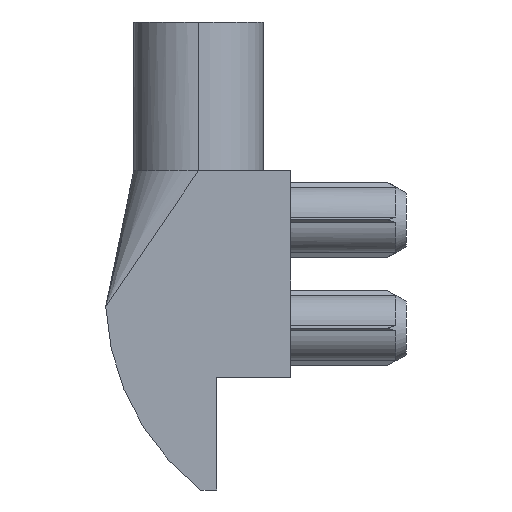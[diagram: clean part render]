
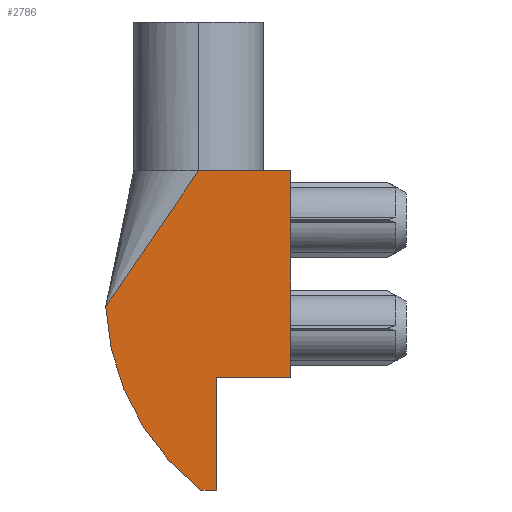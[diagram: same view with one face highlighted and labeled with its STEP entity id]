
A CAD part, left-side view. The second image highlights one B-rep face of the part: STEP entity #2786.
In plain terms, the highlighted planar face has unit normal (-1, 0, 0).
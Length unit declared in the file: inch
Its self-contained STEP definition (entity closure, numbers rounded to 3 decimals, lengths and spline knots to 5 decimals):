
#10 = EDGE_CURVE ( 'NONE', #484, #2635, #799, .T. ) ;
#167 = VECTOR ( 'NONE', #786, 39.37008 ) ;
#173 = VECTOR ( 'NONE', #2928, 39.37008 ) ;
#310 = EDGE_LOOP ( 'NONE', ( #2130, #1625, #2549, #3098, #1070, #1404, #2360 ) ) ;
#444 = DIRECTION ( 'NONE',  ( -1., 0., 0. ) ) ;
#466 = CARTESIAN_POINT ( 'NONE',  ( -0.306, -0.026, -0.506 ) ) ;
#480 = VECTOR ( 'NONE', #1913, 39.37008 ) ;
#484 = VERTEX_POINT ( 'NONE', #729 ) ;
#547 = EDGE_CURVE ( 'NONE', #2357, #484, #1763, .T. ) ;
#566 = DIRECTION ( 'NONE',  ( 0., 1., 0. ) ) ;
#729 = CARTESIAN_POINT ( 'NONE',  ( -0.306, -0.026, -0.384 ) ) ;
#786 = DIRECTION ( 'NONE',  ( 0., -1., 0.001 ) ) ;
#787 = CARTESIAN_POINT ( 'NONE',  ( -0.306, -0.0063, -0.161 ) ) ;
#799 = LINE ( 'NONE', #2783, #167 ) ;
#852 = EDGE_CURVE ( 'NONE', #2635, #2845, #1131, .T. ) ;
#858 = CARTESIAN_POINT ( 'NONE',  ( -0.306, -0.106, -0.161 ) ) ;
#1070 = ORIENTED_EDGE ( 'NONE', *, *, #10, .T. ) ;
#1095 = CARTESIAN_POINT ( 'NONE',  ( -0.306, 0., -0.506 ) ) ;
#1131 = LINE ( 'NONE', #2767, #3175 ) ;
#1132 = CIRCLE ( 'NONE', #2597, 0.26474 ) ;
#1275 = EDGE_CURVE ( 'NONE', #2357, #1835, #2829, .T. ) ;
#1341 = DIRECTION ( 'NONE',  ( 0., 0., -1. ) ) ;
#1404 = ORIENTED_EDGE ( 'NONE', *, *, #852, .T. ) ;
#1532 = DIRECTION ( 'NONE',  ( 0., 0., 1. ) ) ;
#1625 = ORIENTED_EDGE ( 'NONE', *, *, #2164, .T. ) ;
#1666 = CARTESIAN_POINT ( 'NONE',  ( -0.306, 0., -0.161 ) ) ;
#1709 = CARTESIAN_POINT ( 'NONE',  ( -0.306, -0.026, -0.506 ) ) ;
#1714 = EDGE_CURVE ( 'NONE', #2714, #2307, #2133, .T. ) ;
#1763 = LINE ( 'NONE', #466, #2491 ) ;
#1835 = VERTEX_POINT ( 'NONE', #2284 ) ;
#1849 = AXIS2_PLACEMENT_3D ( 'NONE', #1095, #2826, #1341 ) ;
#1913 = DIRECTION ( 'NONE',  ( 0., -1., 0. ) ) ;
#1925 = CARTESIAN_POINT ( 'NONE',  ( -0.306, -0.1705, -0.29637 ) ) ;
#2048 = CARTESIAN_POINT ( 'NONE',  ( -0.306, 0., -0.506 ) ) ;
#2130 = ORIENTED_EDGE ( 'NONE', *, *, #1714, .T. ) ;
#2133 = LINE ( 'NONE', #2678, #173 ) ;
#2134 = FACE_OUTER_BOUND ( 'NONE', #310, .T. ) ;
#2144 = EDGE_CURVE ( 'NONE', #2714, #2845, #3101, .T. ) ;
#2164 = EDGE_CURVE ( 'NONE', #2307, #1835, #1132, .T. ) ;
#2174 = DIRECTION ( 'NONE',  ( 0., 0., -1. ) ) ;
#2210 = DIRECTION ( 'NONE',  ( 0., 0., 1. ) ) ;
#2284 = CARTESIAN_POINT ( 'NONE',  ( -0.306, -0.00882, -0.506 ) ) ;
#2307 = VERTEX_POINT ( 'NONE', #3147 ) ;
#2332 = PLANE ( 'NONE',  #1849 ) ;
#2357 = VERTEX_POINT ( 'NONE', #1709 ) ;
#2360 = ORIENTED_EDGE ( 'NONE', *, *, #2144, .F. ) ;
#2491 = VECTOR ( 'NONE', #2210, 39.37008 ) ;
#2549 = ORIENTED_EDGE ( 'NONE', *, *, #1275, .F. ) ;
#2597 = AXIS2_PLACEMENT_3D ( 'NONE', #1925, #444, #2174 ) ;
#2635 = VERTEX_POINT ( 'NONE', #2995 ) ;
#2678 = CARTESIAN_POINT ( 'NONE',  ( -0.306, -0.0063, -0.161 ) ) ;
#2714 = VERTEX_POINT ( 'NONE', #787 ) ;
#2748 = VECTOR ( 'NONE', #566, 39.37008 ) ;
#2767 = CARTESIAN_POINT ( 'NONE',  ( -0.306, -0.106, -0.506 ) ) ;
#2783 = CARTESIAN_POINT ( 'NONE',  ( -0.306, 0.00014, -0.38403 ) ) ;
#2786 = ADVANCED_FACE ( 'NONE', ( #2134 ), #2332, .F. ) ;
#2826 = DIRECTION ( 'NONE',  ( 1., 0., 0. ) ) ;
#2829 = LINE ( 'NONE', #2048, #2748 ) ;
#2845 = VERTEX_POINT ( 'NONE', #858 ) ;
#2928 = DIRECTION ( 'NONE',  ( 0., 0.565, -0.825 ) ) ;
#2995 = CARTESIAN_POINT ( 'NONE',  ( -0.306, -0.106, -0.38391 ) ) ;
#3098 = ORIENTED_EDGE ( 'NONE', *, *, #547, .T. ) ;
#3101 = LINE ( 'NONE', #1666, #480 ) ;
#3147 = CARTESIAN_POINT ( 'NONE',  ( -0.306, 0.094, -0.30759 ) ) ;
#3175 = VECTOR ( 'NONE', #1532, 39.37008 ) ;
